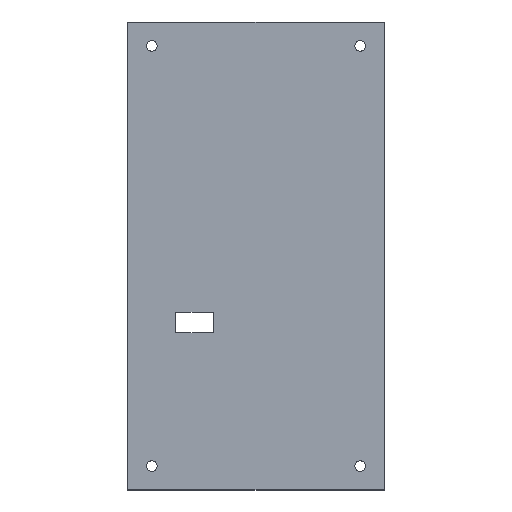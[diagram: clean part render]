
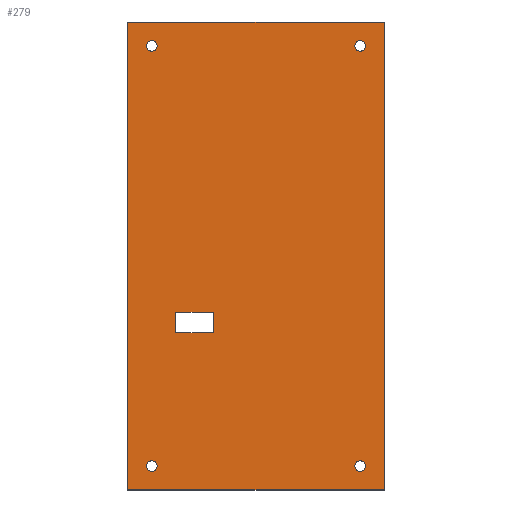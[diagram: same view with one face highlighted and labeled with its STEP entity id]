
A CAD part, top view. The second image highlights one B-rep face of the part: STEP entity #279.
In plain terms, the highlighted planar face has unit normal (0, 0, 1).
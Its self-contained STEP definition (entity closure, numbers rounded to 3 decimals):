
#1 = CARTESIAN_POINT ( 'NONE',  ( 11.272, -41.509, 2. ) ) ;
#4 = CIRCLE ( 'NONE', #96, 1. ) ;
#7 = CARTESIAN_POINT ( 'NONE',  ( -0.265, 8.52, 2. ) ) ;
#8 = CARTESIAN_POINT ( 'NONE',  ( 43.34, 13.02, 2. ) ) ;
#10 = CARTESIAN_POINT ( 'NONE',  ( 43.34, 13.02, 2. ) ) ;
#12 = EDGE_CURVE ( 'NONE', #98, #28, #38, .T. ) ;
#14 = DIRECTION ( 'NONE',  ( 0., 0., 1. ) ) ;
#15 = AXIS2_PLACEMENT_3D ( 'NONE', #360, #302, #448 ) ;
#17 = VERTEX_POINT ( 'NONE', #41 ) ;
#20 = FACE_OUTER_BOUND ( 'NONE', #228, .T. ) ;
#28 = VERTEX_POINT ( 'NONE', #138 ) ;
#31 = CARTESIAN_POINT ( 'NONE',  ( 37.84, 8.52, 2. ) ) ;
#34 = CIRCLE ( 'NONE', #384, 1. ) ;
#35 = ORIENTED_EDGE ( 'NONE', *, *, #296, .F. ) ;
#38 = LINE ( 'NONE', #140, #464 ) ;
#41 = CARTESIAN_POINT ( 'NONE',  ( 0.735, 8.52, 2. ) ) ;
#43 = EDGE_LOOP ( 'NONE', ( #269, #107 ) ) ;
#47 = CARTESIAN_POINT ( 'NONE',  ( 4.222, -41.509, 2. ) ) ;
#51 = AXIS2_PLACEMENT_3D ( 'NONE', #585, #121, #502 ) ;
#57 = EDGE_CURVE ( 'NONE', #501, #335, #233, .T. ) ;
#61 = DIRECTION ( 'NONE',  ( 0., 0., 1. ) ) ;
#64 = DIRECTION ( 'NONE',  ( 0., 0., 1. ) ) ;
#66 = FACE_BOUND ( 'NONE', #322, .T. ) ;
#71 = DIRECTION ( 'NONE',  ( 1., 0., 0. ) ) ;
#74 = CARTESIAN_POINT ( 'NONE',  ( 4.222, -45.359, 2. ) ) ;
#75 = VECTOR ( 'NONE', #102, 1000. ) ;
#83 = LINE ( 'NONE', #321, #465 ) ;
#94 = CARTESIAN_POINT ( 'NONE',  ( -0.265, -70.369, 2. ) ) ;
#96 = AXIS2_PLACEMENT_3D ( 'NONE', #495, #64, #156 ) ;
#98 = VERTEX_POINT ( 'NONE', #1 ) ;
#99 = DIRECTION ( 'NONE',  ( 0., 0., 1. ) ) ;
#102 = DIRECTION ( 'NONE',  ( 0., 1., 0. ) ) ;
#107 = ORIENTED_EDGE ( 'NONE', *, *, #378, .F. ) ;
#109 = FACE_BOUND ( 'NONE', #127, .T. ) ;
#114 = CIRCLE ( 'NONE', #142, 1. ) ;
#118 = DIRECTION ( 'NONE',  ( 1., 0., 0. ) ) ;
#121 = DIRECTION ( 'NONE',  ( 0., 0., 1. ) ) ;
#123 = EDGE_CURVE ( 'NONE', #406, #207, #114, .T. ) ;
#127 = EDGE_LOOP ( 'NONE', ( #330, #383 ) ) ;
#133 = AXIS2_PLACEMENT_3D ( 'NONE', #487, #61, #71 ) ;
#138 = CARTESIAN_POINT ( 'NONE',  ( 4.222, -41.509, 2. ) ) ;
#140 = CARTESIAN_POINT ( 'NONE',  ( 4.222, -41.509, 2. ) ) ;
#142 = AXIS2_PLACEMENT_3D ( 'NONE', #284, #569, #441 ) ;
#145 = DIRECTION ( 'NONE',  ( 1., 0., 0. ) ) ;
#147 = VERTEX_POINT ( 'NONE', #485 ) ;
#151 = DIRECTION ( 'NONE',  ( 0., -1., 0. ) ) ;
#154 = CARTESIAN_POINT ( 'NONE',  ( 0.735, -70.369, 2. ) ) ;
#155 = VERTEX_POINT ( 'NONE', #154 ) ;
#156 = DIRECTION ( 'NONE',  ( 1., 0., 0. ) ) ;
#168 = EDGE_CURVE ( 'NONE', #147, #155, #333, .T. ) ;
#178 = EDGE_LOOP ( 'NONE', ( #343, #372, #413, #311 ) ) ;
#182 = EDGE_CURVE ( 'NONE', #28, #240, #286, .T. ) ;
#184 = CARTESIAN_POINT ( 'NONE',  ( -4.765, 13.02, 2. ) ) ;
#191 = ORIENTED_EDGE ( 'NONE', *, *, #57, .T. ) ;
#195 = VERTEX_POINT ( 'NONE', #8 ) ;
#198 = ORIENTED_EDGE ( 'NONE', *, *, #608, .F. ) ;
#200 = DIRECTION ( 'NONE',  ( 1., 0., 0. ) ) ;
#201 = DIRECTION ( 'NONE',  ( 1., 0., 0. ) ) ;
#206 = CARTESIAN_POINT ( 'NONE',  ( -4.765, -74.869, 2. ) ) ;
#207 = VERTEX_POINT ( 'NONE', #429 ) ;
#210 = ORIENTED_EDGE ( 'NONE', *, *, #499, .T. ) ;
#212 = EDGE_CURVE ( 'NONE', #240, #289, #336, .T. ) ;
#213 = CARTESIAN_POINT ( 'NONE',  ( 39.84, -70.369, 2. ) ) ;
#214 = VERTEX_POINT ( 'NONE', #341 ) ;
#222 = EDGE_CURVE ( 'NONE', #548, #380, #592, .T. ) ;
#224 = ORIENTED_EDGE ( 'NONE', *, *, #568, .F. ) ;
#228 = EDGE_LOOP ( 'NONE', ( #191, #483, #332, #210 ) ) ;
#229 = LINE ( 'NONE', #419, #594 ) ;
#233 = LINE ( 'NONE', #425, #504 ) ;
#238 = EDGE_CURVE ( 'NONE', #155, #147, #34, .T. ) ;
#240 = VERTEX_POINT ( 'NONE', #74 ) ;
#241 = DIRECTION ( 'NONE',  ( 0., 0., 1. ) ) ;
#242 = AXIS2_PLACEMENT_3D ( 'NONE', #94, #241, #145 ) ;
#257 = FACE_BOUND ( 'NONE', #178, .T. ) ;
#269 = ORIENTED_EDGE ( 'NONE', *, *, #123, .F. ) ;
#271 = DIRECTION ( 'NONE',  ( -1., 0., 0. ) ) ;
#279 = ADVANCED_FACE ( 'NONE', ( #66, #500, #20, #357, #109, #257 ), #353, .T. ) ;
#280 = DIRECTION ( 'NONE',  ( 1., 0., 0. ) ) ;
#284 = CARTESIAN_POINT ( 'NONE',  ( 38.84, 8.52, 2. ) ) ;
#286 = LINE ( 'NONE', #47, #613 ) ;
#289 = VERTEX_POINT ( 'NONE', #589 ) ;
#294 = VERTEX_POINT ( 'NONE', #307 ) ;
#296 = EDGE_CURVE ( 'NONE', #380, #548, #324, .T. ) ;
#302 = DIRECTION ( 'NONE',  ( 0., 0., 1. ) ) ;
#303 = EDGE_LOOP ( 'NONE', ( #224, #198 ) ) ;
#307 = CARTESIAN_POINT ( 'NONE',  ( 43.34, -74.869, 2. ) ) ;
#311 = ORIENTED_EDGE ( 'NONE', *, *, #212, .F. ) ;
#315 = AXIS2_PLACEMENT_3D ( 'NONE', #532, #99, #431 ) ;
#321 = CARTESIAN_POINT ( 'NONE',  ( -4.765, -74.869, 2. ) ) ;
#322 = EDGE_LOOP ( 'NONE', ( #590, #35 ) ) ;
#324 = CIRCLE ( 'NONE', #51, 1. ) ;
#330 = ORIENTED_EDGE ( 'NONE', *, *, #168, .F. ) ;
#332 = ORIENTED_EDGE ( 'NONE', *, *, #530, .T. ) ;
#333 = CIRCLE ( 'NONE', #242, 1. ) ;
#335 = VERTEX_POINT ( 'NONE', #206 ) ;
#336 = LINE ( 'NONE', #617, #572 ) ;
#341 = CARTESIAN_POINT ( 'NONE',  ( -1.265, 8.52, 2. ) ) ;
#343 = ORIENTED_EDGE ( 'NONE', *, *, #182, .F. ) ;
#353 = PLANE ( 'NONE',  #133 ) ;
#357 = FACE_BOUND ( 'NONE', #43, .T. ) ;
#360 = CARTESIAN_POINT ( 'NONE',  ( 38.84, 8.52, 2. ) ) ;
#362 = CARTESIAN_POINT ( 'NONE',  ( -4.765, 13.02, 2. ) ) ;
#366 = AXIS2_PLACEMENT_3D ( 'NONE', #7, #14, #200 ) ;
#372 = ORIENTED_EDGE ( 'NONE', *, *, #12, .F. ) ;
#374 = CIRCLE ( 'NONE', #15, 1. ) ;
#376 = DIRECTION ( 'NONE',  ( -1., 0., 0. ) ) ;
#378 = EDGE_CURVE ( 'NONE', #207, #406, #374, .T. ) ;
#380 = VERTEX_POINT ( 'NONE', #213 ) ;
#383 = ORIENTED_EDGE ( 'NONE', *, *, #238, .F. ) ;
#384 = AXIS2_PLACEMENT_3D ( 'NONE', #582, #542, #118 ) ;
#406 = VERTEX_POINT ( 'NONE', #31 ) ;
#408 = CIRCLE ( 'NONE', #366, 1. ) ;
#413 = ORIENTED_EDGE ( 'NONE', *, *, #433, .F. ) ;
#419 = CARTESIAN_POINT ( 'NONE',  ( 11.272, -41.509, 2. ) ) ;
#425 = CARTESIAN_POINT ( 'NONE',  ( -4.765, 13.02, 2. ) ) ;
#429 = CARTESIAN_POINT ( 'NONE',  ( 39.84, 8.52, 2. ) ) ;
#431 = DIRECTION ( 'NONE',  ( 1., 0., 0. ) ) ;
#433 = EDGE_CURVE ( 'NONE', #289, #98, #229, .T. ) ;
#441 = DIRECTION ( 'NONE',  ( 1., 0., 0. ) ) ;
#444 = CARTESIAN_POINT ( 'NONE',  ( 37.84, -70.369, 2. ) ) ;
#448 = DIRECTION ( 'NONE',  ( 1., 0., 0. ) ) ;
#464 = VECTOR ( 'NONE', #271, 1000. ) ;
#465 = VECTOR ( 'NONE', #280, 1000. ) ;
#468 = LINE ( 'NONE', #184, #493 ) ;
#480 = EDGE_CURVE ( 'NONE', #335, #294, #83, .T. ) ;
#483 = ORIENTED_EDGE ( 'NONE', *, *, #480, .T. ) ;
#485 = CARTESIAN_POINT ( 'NONE',  ( -1.265, -70.369, 2. ) ) ;
#487 = CARTESIAN_POINT ( 'NONE',  ( 0., 0., 2. ) ) ;
#493 = VECTOR ( 'NONE', #376, 1000. ) ;
#495 = CARTESIAN_POINT ( 'NONE',  ( -0.265, 8.52, 2. ) ) ;
#499 = EDGE_CURVE ( 'NONE', #195, #501, #468, .T. ) ;
#500 = FACE_BOUND ( 'NONE', #303, .T. ) ;
#501 = VERTEX_POINT ( 'NONE', #362 ) ;
#502 = DIRECTION ( 'NONE',  ( 1., 0., 0. ) ) ;
#504 = VECTOR ( 'NONE', #611, 1000. ) ;
#530 = EDGE_CURVE ( 'NONE', #294, #195, #583, .T. ) ;
#532 = CARTESIAN_POINT ( 'NONE',  ( 38.84, -70.369, 2. ) ) ;
#542 = DIRECTION ( 'NONE',  ( 0., 0., 1. ) ) ;
#548 = VERTEX_POINT ( 'NONE', #444 ) ;
#568 = EDGE_CURVE ( 'NONE', #214, #17, #408, .T. ) ;
#569 = DIRECTION ( 'NONE',  ( 0., 0., 1. ) ) ;
#572 = VECTOR ( 'NONE', #201, 1000. ) ;
#582 = CARTESIAN_POINT ( 'NONE',  ( -0.265, -70.369, 2. ) ) ;
#583 = LINE ( 'NONE', #10, #75 ) ;
#585 = CARTESIAN_POINT ( 'NONE',  ( 38.84, -70.369, 2. ) ) ;
#589 = CARTESIAN_POINT ( 'NONE',  ( 11.272, -45.359, 2. ) ) ;
#590 = ORIENTED_EDGE ( 'NONE', *, *, #222, .F. ) ;
#592 = CIRCLE ( 'NONE', #315, 1. ) ;
#594 = VECTOR ( 'NONE', #607, 1000. ) ;
#607 = DIRECTION ( 'NONE',  ( 0., 1., 0. ) ) ;
#608 = EDGE_CURVE ( 'NONE', #17, #214, #4, .T. ) ;
#611 = DIRECTION ( 'NONE',  ( 0., -1., 0. ) ) ;
#613 = VECTOR ( 'NONE', #151, 1000. ) ;
#617 = CARTESIAN_POINT ( 'NONE',  ( 4.222, -45.359, 2. ) ) ;
